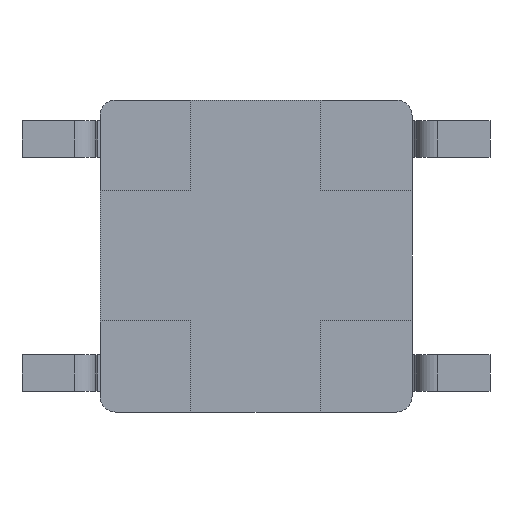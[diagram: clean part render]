
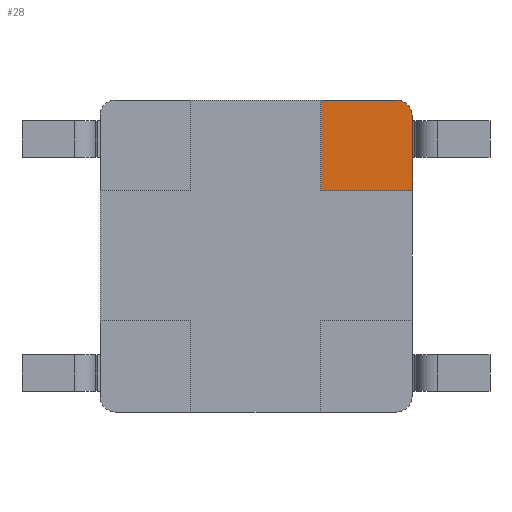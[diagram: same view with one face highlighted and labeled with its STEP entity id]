
A CAD part, left-side view. The second image highlights one B-rep face of the part: STEP entity #28.
In plain terms, the highlighted planar face has unit normal (-1, 0, 0).
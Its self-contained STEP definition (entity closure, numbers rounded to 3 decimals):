
#28 = ADVANCED_FACE('',(#29),#44,.F.);
#29 = FACE_BOUND('',#30,.F.);
#30 = EDGE_LOOP('',(#31,#93,#121,#149,#177));
#31 = ORIENTED_EDGE('',*,*,#32,.F.);
#32 = EDGE_CURVE('',#33,#35,#37,.T.);
#33 = VERTEX_POINT('',#34);
#34 = CARTESIAN_POINT('',(0.,-3.,2.7));
#35 = VERTEX_POINT('',#36);
#36 = CARTESIAN_POINT('',(0.,-2.7,3.));
#37 = SURFACE_CURVE('',#38,(#43,#59),.PCURVE_S1.);
#38 = CIRCLE('',#39,0.3);
#39 = AXIS2_PLACEMENT_3D('',#40,#41,#42);
#40 = CARTESIAN_POINT('',(0.,-2.7,2.7));
#41 = DIRECTION('',(-1.,0.,0.));
#42 = DIRECTION('',(0.,-1.,0.));
#43 = PCURVE('',#44,#49);
#44 = PLANE('',#45);
#45 = AXIS2_PLACEMENT_3D('',#46,#47,#48);
#46 = CARTESIAN_POINT('',(0.,0.,0.));
#47 = DIRECTION('',(1.,0.,0.));
#48 = DIRECTION('',(0.,1.,0.));
#49 = DEFINITIONAL_REPRESENTATION('',(#50),#58);
#50 = ( BOUNDED_CURVE() B_SPLINE_CURVE(2,(#51,#52,#53,#54,#55,#56,#57),
.UNSPECIFIED.,.T.,.F.) B_SPLINE_CURVE_WITH_KNOTS((1,2,2,2,2,1),(
    -2.094,0.,2.094,4.189,6.283,
8.378),.UNSPECIFIED.) CURVE() GEOMETRIC_REPRESENTATION_ITEM() 
RATIONAL_B_SPLINE_CURVE((1.,0.5,1.,0.5,1.,0.5,1.)) REPRESENTATION_ITEM(
  '') );
#51 = CARTESIAN_POINT('',(-3.,2.7));
#52 = CARTESIAN_POINT('',(-3.,3.22));
#53 = CARTESIAN_POINT('',(-2.55,2.96));
#54 = CARTESIAN_POINT('',(-2.1,2.7));
#55 = CARTESIAN_POINT('',(-2.55,2.44));
#56 = CARTESIAN_POINT('',(-3.,2.18));
#57 = CARTESIAN_POINT('',(-3.,2.7));
#58 = ( GEOMETRIC_REPRESENTATION_CONTEXT(2) 
PARAMETRIC_REPRESENTATION_CONTEXT() REPRESENTATION_CONTEXT('2D SPACE',''
  ) );
#59 = PCURVE('',#60,#65);
#60 = CYLINDRICAL_SURFACE('',#61,0.3);
#61 = AXIS2_PLACEMENT_3D('',#62,#63,#64);
#62 = CARTESIAN_POINT('',(3.469,-2.7,2.7));
#63 = DIRECTION('',(-1.,0.,0.));
#64 = DIRECTION('',(0.,-1.,0.));
#65 = DEFINITIONAL_REPRESENTATION('',(#66),#92);
#66 = B_SPLINE_CURVE_WITH_KNOTS('',3,(#67,#68,#69,#70,#71,#72,#73,#74,
    #75,#76,#77,#78,#79,#80,#81,#82,#83,#84,#85,#86,#87,#88,#89,#90,#91)
  ,.UNSPECIFIED.,.F.,.F.,(4,1,1,1,1,1,1,1,1,1,1,1,1,1,1,1,1,1,1,1,1,1,4)
  ,(0.,0.071,0.143,0.214,
    0.286,0.357,0.428,0.5,
    0.571,0.643,0.714,0.785,
    0.857,0.928,1.,1.071,
    1.142,1.214,1.285,1.357,
    1.428,1.499,1.571),
  .QUASI_UNIFORM_KNOTS.);
#67 = CARTESIAN_POINT('',(0.,3.469));
#68 = CARTESIAN_POINT('',(0.024,3.469));
#69 = CARTESIAN_POINT('',(0.071,3.469));
#70 = CARTESIAN_POINT('',(0.143,3.469));
#71 = CARTESIAN_POINT('',(0.214,3.469));
#72 = CARTESIAN_POINT('',(0.286,3.469));
#73 = CARTESIAN_POINT('',(0.357,3.469));
#74 = CARTESIAN_POINT('',(0.428,3.469));
#75 = CARTESIAN_POINT('',(0.5,3.469));
#76 = CARTESIAN_POINT('',(0.571,3.469));
#77 = CARTESIAN_POINT('',(0.643,3.469));
#78 = CARTESIAN_POINT('',(0.714,3.469));
#79 = CARTESIAN_POINT('',(0.785,3.469));
#80 = CARTESIAN_POINT('',(0.857,3.469));
#81 = CARTESIAN_POINT('',(0.928,3.469));
#82 = CARTESIAN_POINT('',(1.,3.469));
#83 = CARTESIAN_POINT('',(1.071,3.469));
#84 = CARTESIAN_POINT('',(1.142,3.469));
#85 = CARTESIAN_POINT('',(1.214,3.469));
#86 = CARTESIAN_POINT('',(1.285,3.469));
#87 = CARTESIAN_POINT('',(1.357,3.469));
#88 = CARTESIAN_POINT('',(1.428,3.469));
#89 = CARTESIAN_POINT('',(1.499,3.469));
#90 = CARTESIAN_POINT('',(1.547,3.469));
#91 = CARTESIAN_POINT('',(1.571,3.469));
#92 = ( GEOMETRIC_REPRESENTATION_CONTEXT(2) 
PARAMETRIC_REPRESENTATION_CONTEXT() REPRESENTATION_CONTEXT('2D SPACE',''
  ) );
#93 = ORIENTED_EDGE('',*,*,#94,.T.);
#94 = EDGE_CURVE('',#33,#95,#97,.T.);
#95 = VERTEX_POINT('',#96);
#96 = CARTESIAN_POINT('',(0.,-3.,1.25));
#97 = SURFACE_CURVE('',#98,(#102,#109),.PCURVE_S1.);
#98 = LINE('',#99,#100);
#99 = CARTESIAN_POINT('',(0.,-3.,2.7));
#100 = VECTOR('',#101,1.);
#101 = DIRECTION('',(0.,0.,-1.));
#102 = PCURVE('',#44,#103);
#103 = DEFINITIONAL_REPRESENTATION('',(#104),#108);
#104 = LINE('',#105,#106);
#105 = CARTESIAN_POINT('',(-3.,2.7));
#106 = VECTOR('',#107,1.);
#107 = DIRECTION('',(0.,-1.));
#108 = ( GEOMETRIC_REPRESENTATION_CONTEXT(2) 
PARAMETRIC_REPRESENTATION_CONTEXT() REPRESENTATION_CONTEXT('2D SPACE',''
  ) );
#109 = PCURVE('',#110,#115);
#110 = PLANE('',#111);
#111 = AXIS2_PLACEMENT_3D('',#112,#113,#114);
#112 = CARTESIAN_POINT('',(0.,-3.,3.));
#113 = DIRECTION('',(0.,-1.,0.));
#114 = DIRECTION('',(0.,0.,-1.));
#115 = DEFINITIONAL_REPRESENTATION('',(#116),#120);
#116 = LINE('',#117,#118);
#117 = CARTESIAN_POINT('',(0.3,0.));
#118 = VECTOR('',#119,1.);
#119 = DIRECTION('',(1.,0.));
#120 = ( GEOMETRIC_REPRESENTATION_CONTEXT(2) 
PARAMETRIC_REPRESENTATION_CONTEXT() REPRESENTATION_CONTEXT('2D SPACE',''
  ) );
#121 = ORIENTED_EDGE('',*,*,#122,.T.);
#122 = EDGE_CURVE('',#95,#123,#125,.T.);
#123 = VERTEX_POINT('',#124);
#124 = CARTESIAN_POINT('',(0.,-1.25,1.25));
#125 = SURFACE_CURVE('',#126,(#130,#137),.PCURVE_S1.);
#126 = LINE('',#127,#128);
#127 = CARTESIAN_POINT('',(0.,-3.,1.25));
#128 = VECTOR('',#129,1.);
#129 = DIRECTION('',(0.,1.,0.));
#130 = PCURVE('',#44,#131);
#131 = DEFINITIONAL_REPRESENTATION('',(#132),#136);
#132 = LINE('',#133,#134);
#133 = CARTESIAN_POINT('',(-3.,1.25));
#134 = VECTOR('',#135,1.);
#135 = DIRECTION('',(1.,0.));
#136 = ( GEOMETRIC_REPRESENTATION_CONTEXT(2) 
PARAMETRIC_REPRESENTATION_CONTEXT() REPRESENTATION_CONTEXT('2D SPACE',''
  ) );
#137 = PCURVE('',#138,#143);
#138 = PLANE('',#139);
#139 = AXIS2_PLACEMENT_3D('',#140,#141,#142);
#140 = CARTESIAN_POINT('',(0.,-3.,1.25));
#141 = DIRECTION('',(0.,0.,1.));
#142 = DIRECTION('',(0.,1.,0.));
#143 = DEFINITIONAL_REPRESENTATION('',(#144),#148);
#144 = LINE('',#145,#146);
#145 = CARTESIAN_POINT('',(0.,0.));
#146 = VECTOR('',#147,1.);
#147 = DIRECTION('',(1.,0.));
#148 = ( GEOMETRIC_REPRESENTATION_CONTEXT(2) 
PARAMETRIC_REPRESENTATION_CONTEXT() REPRESENTATION_CONTEXT('2D SPACE',''
  ) );
#149 = ORIENTED_EDGE('',*,*,#150,.F.);
#150 = EDGE_CURVE('',#151,#123,#153,.T.);
#151 = VERTEX_POINT('',#152);
#152 = CARTESIAN_POINT('',(0.,-1.25,3.));
#153 = SURFACE_CURVE('',#154,(#158,#165),.PCURVE_S1.);
#154 = LINE('',#155,#156);
#155 = CARTESIAN_POINT('',(0.,-1.25,3.));
#156 = VECTOR('',#157,1.);
#157 = DIRECTION('',(0.,0.,-1.));
#158 = PCURVE('',#44,#159);
#159 = DEFINITIONAL_REPRESENTATION('',(#160),#164);
#160 = LINE('',#161,#162);
#161 = CARTESIAN_POINT('',(-1.25,3.));
#162 = VECTOR('',#163,1.);
#163 = DIRECTION('',(0.,-1.));
#164 = ( GEOMETRIC_REPRESENTATION_CONTEXT(2) 
PARAMETRIC_REPRESENTATION_CONTEXT() REPRESENTATION_CONTEXT('2D SPACE',''
  ) );
#165 = PCURVE('',#166,#171);
#166 = PLANE('',#167);
#167 = AXIS2_PLACEMENT_3D('',#168,#169,#170);
#168 = CARTESIAN_POINT('',(0.,-1.25,1.25));
#169 = DIRECTION('',(0.,-1.,0.));
#170 = DIRECTION('',(0.,0.,1.));
#171 = DEFINITIONAL_REPRESENTATION('',(#172),#176);
#172 = LINE('',#173,#174);
#173 = CARTESIAN_POINT('',(1.75,0.));
#174 = VECTOR('',#175,1.);
#175 = DIRECTION('',(-1.,0.));
#176 = ( GEOMETRIC_REPRESENTATION_CONTEXT(2) 
PARAMETRIC_REPRESENTATION_CONTEXT() REPRESENTATION_CONTEXT('2D SPACE',''
  ) );
#177 = ORIENTED_EDGE('',*,*,#178,.T.);
#178 = EDGE_CURVE('',#151,#35,#179,.T.);
#179 = SURFACE_CURVE('',#180,(#184,#191),.PCURVE_S1.);
#180 = LINE('',#181,#182);
#181 = CARTESIAN_POINT('',(0.,-1.25,3.));
#182 = VECTOR('',#183,1.);
#183 = DIRECTION('',(0.,-1.,0.));
#184 = PCURVE('',#44,#185);
#185 = DEFINITIONAL_REPRESENTATION('',(#186),#190);
#186 = LINE('',#187,#188);
#187 = CARTESIAN_POINT('',(-1.25,3.));
#188 = VECTOR('',#189,1.);
#189 = DIRECTION('',(-1.,0.));
#190 = ( GEOMETRIC_REPRESENTATION_CONTEXT(2) 
PARAMETRIC_REPRESENTATION_CONTEXT() REPRESENTATION_CONTEXT('2D SPACE',''
  ) );
#191 = PCURVE('',#192,#197);
#192 = PLANE('',#193);
#193 = AXIS2_PLACEMENT_3D('',#194,#195,#196);
#194 = CARTESIAN_POINT('',(0.,3.,3.));
#195 = DIRECTION('',(0.,0.,1.));
#196 = DIRECTION('',(0.,-1.,0.));
#197 = DEFINITIONAL_REPRESENTATION('',(#198),#202);
#198 = LINE('',#199,#200);
#199 = CARTESIAN_POINT('',(4.25,0.));
#200 = VECTOR('',#201,1.);
#201 = DIRECTION('',(1.,0.));
#202 = ( GEOMETRIC_REPRESENTATION_CONTEXT(2) 
PARAMETRIC_REPRESENTATION_CONTEXT() REPRESENTATION_CONTEXT('2D SPACE',''
  ) );
